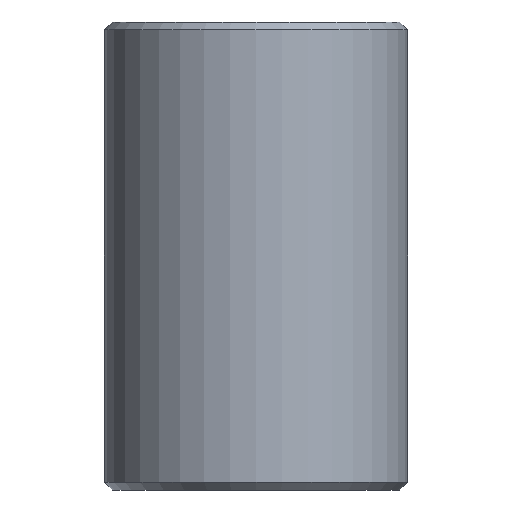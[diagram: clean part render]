
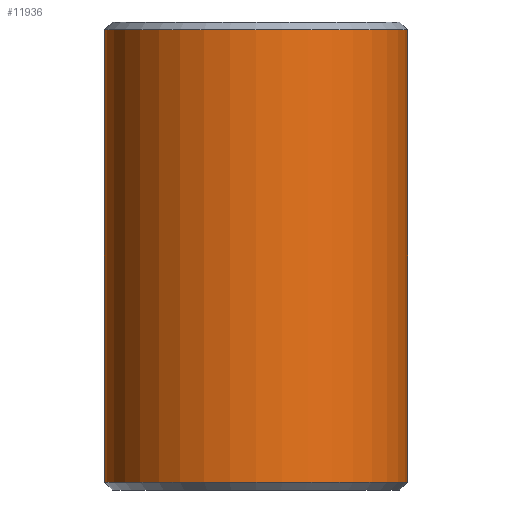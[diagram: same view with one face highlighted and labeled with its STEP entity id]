
A CAD part, front view. The second image highlights one B-rep face of the part: STEP entity #11936.
In plain terms, the highlighted cylindrical face has radius 28.5 mm (diameter 57 mm), a partial arc.
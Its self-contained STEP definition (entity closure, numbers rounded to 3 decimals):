
#46 = LINE ( 'NONE', #47, #9304 ) ;
#47 = CARTESIAN_POINT ( 'NONE',  ( 28.5, 0., 44. ) ) ;
#48 = DIRECTION ( 'NONE',  ( 0., 0., -1. ) ) ;
#53 = LINE ( 'NONE', #54, #9305 ) ;
#54 = CARTESIAN_POINT ( 'NONE',  ( -28.5, 0., 44. ) ) ;
#55 = DIRECTION ( 'NONE',  ( 0., 0., -1. ) ) ;
#60 = LINE ( 'NONE', #61, #9306 ) ;
#61 = CARTESIAN_POINT ( 'NONE',  ( 28.5, 0., 44. ) ) ;
#62 = DIRECTION ( 'NONE',  ( 0., 0., -1. ) ) ;
#63 = LINE ( 'NONE', #64, #9307 ) ;
#64 = CARTESIAN_POINT ( 'NONE',  ( -28.5, 0., 44. ) ) ;
#65 = DIRECTION ( 'NONE',  ( 0., 0., -1. ) ) ;
#6985 = CARTESIAN_POINT ( 'NONE',  ( 28.5, 0., -42.5 ) ) ;
#6986 = CARTESIAN_POINT ( 'NONE',  ( 28.5, 0., 0. ) ) ;
#7000 = CARTESIAN_POINT ( 'NONE',  ( -28.5, 0., 42.5 ) ) ;
#7003 = CARTESIAN_POINT ( 'NONE',  ( 28.5, 0., 42.5 ) ) ;
#7014 = CARTESIAN_POINT ( 'NONE',  ( -28.5, 0., 0. ) ) ;
#7017 = CARTESIAN_POINT ( 'NONE',  ( -28.5, 0., -42.5 ) ) ;
#9101 = CIRCLE ( 'NONE', #9106, 28.5 ) ;
#9104 = CIRCLE ( 'NONE', #9108, 28.5 ) ;
#9106 = AXIS2_PLACEMENT_3D ( 'NONE', #12779, #12780, #12782 ) ;
#9108 = AXIS2_PLACEMENT_3D ( 'NONE', #12787, #12789, #12791 ) ;
#9225 = AXIS2_PLACEMENT_3D ( 'NONE', #11242, #11230, #11243 ) ;
#9304 = VECTOR ( 'NONE', #48, 1000. ) ;
#9305 = VECTOR ( 'NONE', #55, 1000. ) ;
#9306 = VECTOR ( 'NONE', #62, 1000. ) ;
#9307 = VECTOR ( 'NONE', #65, 1000. ) ;
#9619 = EDGE_CURVE ( 'NONE', #10655, #10652, #9101, .T. ) ;
#9620 = EDGE_CURVE ( 'NONE', #10669, #10641, #9104, .T. ) ;
#10613 = EDGE_LOOP ( 'NONE', ( #14473, #14474, #14475, #14476, #14477, #14478 ) ) ;
#10641 = VERTEX_POINT ( 'NONE', #6985 ) ;
#10643 = VERTEX_POINT ( 'NONE', #6986 ) ;
#10652 = VERTEX_POINT ( 'NONE', #7000 ) ;
#10655 = VERTEX_POINT ( 'NONE', #7003 ) ;
#10666 = VERTEX_POINT ( 'NONE', #7014 ) ;
#10669 = VERTEX_POINT ( 'NONE', #7017 ) ;
#11230 = DIRECTION ( 'NONE',  ( 0., 0., -1. ) ) ;
#11235 = FACE_OUTER_BOUND ( 'NONE', #10613, .T. ) ;
#11241 = CYLINDRICAL_SURFACE ( 'NONE', #9225, 28.5 ) ;
#11242 = CARTESIAN_POINT ( 'NONE',  ( 0., 0., 44. ) ) ;
#11243 = DIRECTION ( 'NONE',  ( -1., 0., 0. ) ) ;
#11936 = ADVANCED_FACE ( 'NONE', ( #11235 ), #11241, .T. ) ;
#11997 = EDGE_CURVE ( 'NONE', #10655, #10643, #46, .T. ) ;
#11999 = EDGE_CURVE ( 'NONE', #10652, #10666, #53, .T. ) ;
#12001 = EDGE_CURVE ( 'NONE', #10643, #10641, #60, .T. ) ;
#12002 = EDGE_CURVE ( 'NONE', #10666, #10669, #63, .T. ) ;
#12779 = CARTESIAN_POINT ( 'NONE',  ( 0., 0., 42.5 ) ) ;
#12780 = DIRECTION ( 'NONE',  ( 0., 0., -1. ) ) ;
#12782 = DIRECTION ( 'NONE',  ( 1., 0., 0. ) ) ;
#12787 = CARTESIAN_POINT ( 'NONE',  ( 0., 0., -42.5 ) ) ;
#12789 = DIRECTION ( 'NONE',  ( 0., 0., 1. ) ) ;
#12791 = DIRECTION ( 'NONE',  ( 1., 0., 0. ) ) ;
#14473 = ORIENTED_EDGE ( 'NONE', *, *, #11997, .F. ) ;
#14474 = ORIENTED_EDGE ( 'NONE', *, *, #9619, .T. ) ;
#14475 = ORIENTED_EDGE ( 'NONE', *, *, #11999, .T. ) ;
#14476 = ORIENTED_EDGE ( 'NONE', *, *, #12002, .T. ) ;
#14477 = ORIENTED_EDGE ( 'NONE', *, *, #9620, .T. ) ;
#14478 = ORIENTED_EDGE ( 'NONE', *, *, #12001, .F. ) ;
